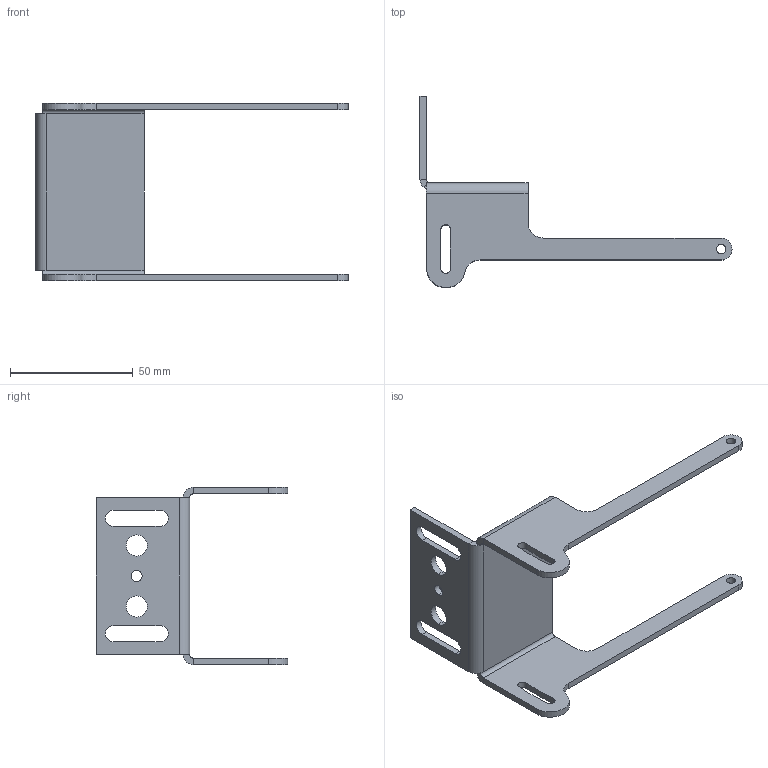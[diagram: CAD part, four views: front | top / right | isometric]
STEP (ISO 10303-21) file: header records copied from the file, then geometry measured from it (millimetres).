
FILE_DESCRIPTION((''),'2;1');
FILE_NAME('155389_SW','2011-05-05T',('banengservice'),('BANNER ENGINEERING'),'PRO/ENGINEER BY PARAMETRIC TECHNOLOGY CORPORATION, 2009141','PRO/ENGINEER BY PARAMETRIC TECHNOLOGY CORPORATION, 2009141','');
FILE_SCHEMA(('CONFIG_CONTROL_DESIGN'));
Length unit declared in the file: inch
Products named in the file (1): 155389_SW
Bounding box: 127.24 x 78.11 x 72.24 mm (x, y, z)
Volume: 23352 mm3; surface area: 20412.9 mm2
Topology: 1 solids, 1 shells, 297 faces, 837 edges, 550 vertices
Faces by surface type: plane 261, cylinder 36
Entity records: 9511 total; most frequent: CARTESIAN_POINT 1684, ORIENTED_EDGE 1674, DIRECTION 1507, EDGE_CURVE 837, VECTOR 761, LINE 761, VERTEX_POINT 550, AXIS2_PLACEMENT_3D 373
